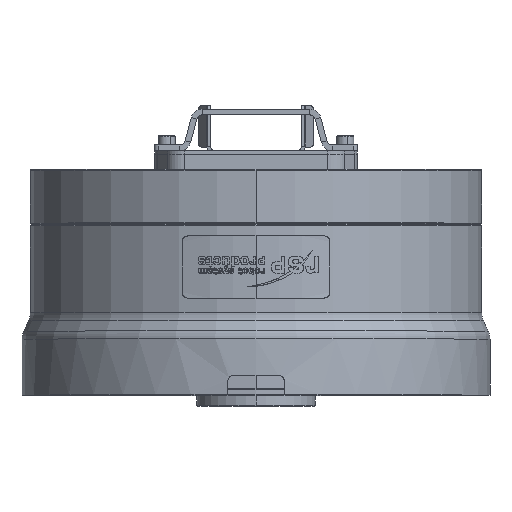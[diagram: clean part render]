
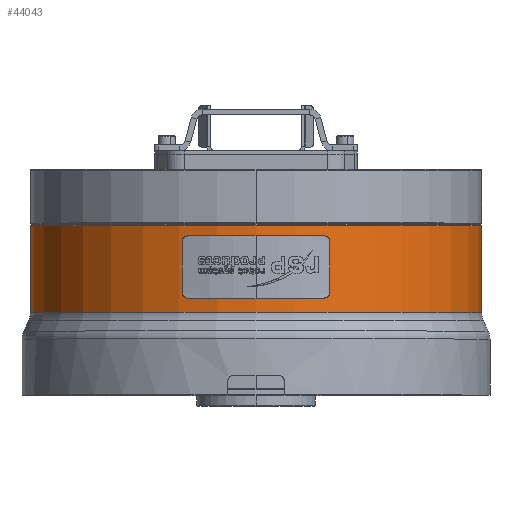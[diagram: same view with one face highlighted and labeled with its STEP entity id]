
A CAD part, top view. The second image highlights one B-rep face of the part: STEP entity #44043.
In plain terms, the highlighted cylindrical face has radius 120 mm (diameter 240 mm), a partial arc.
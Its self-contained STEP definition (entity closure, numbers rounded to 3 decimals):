
#177 = CARTESIAN_POINT ( 'NONE',  ( 120., 96.55, 0. ) ) ;
#1590 = EDGE_CURVE ( 'NONE', #9477, #23975, #5307, .T. ) ;
#2737 = DIRECTION ( 'NONE',  ( 0., 1., 0. ) ) ;
#3423 = DIRECTION ( 'NONE',  ( -1., 0., 0. ) ) ;
#3719 = AXIS2_PLACEMENT_3D ( 'NONE', #40735, #48613, #3423 ) ;
#4445 = VECTOR ( 'NONE', #25072, 1000. ) ;
#5307 = LINE ( 'NONE', #177, #47858 ) ;
#6993 = CARTESIAN_POINT ( 'NONE',  ( 0., 96.05, 0. ) ) ;
#8647 = CARTESIAN_POINT ( 'NONE',  ( -120., 49.767, 0. ) ) ;
#9477 = VERTEX_POINT ( 'NONE', #38222 ) ;
#12422 = CIRCLE ( 'NONE', #29674, 120. ) ;
#15198 = DIRECTION ( 'NONE',  ( -1., 0., 0. ) ) ;
#16159 = CARTESIAN_POINT ( 'NONE',  ( -120., 96.55, 0. ) ) ;
#17478 = EDGE_CURVE ( 'NONE', #22501, #23975, #12422, .T. ) ;
#18374 = ORIENTED_EDGE ( 'NONE', *, *, #17478, .T. ) ;
#18380 = ORIENTED_EDGE ( 'NONE', *, *, #53231, .T. ) ;
#20508 = DIRECTION ( 'NONE',  ( 0., -1., 0. ) ) ;
#22501 = VERTEX_POINT ( 'NONE', #8647 ) ;
#23975 = VERTEX_POINT ( 'NONE', #48421 ) ;
#24261 = CYLINDRICAL_SURFACE ( 'NONE', #3719, 120. ) ;
#24525 = FACE_OUTER_BOUND ( 'NONE', #28652, .T. ) ;
#25072 = DIRECTION ( 'NONE',  ( 0., -1., 0. ) ) ;
#26917 = CARTESIAN_POINT ( 'NONE',  ( -120., 96.05, 0. ) ) ;
#28362 = DIRECTION ( 'NONE',  ( 1., 0., 0. ) ) ;
#28652 = EDGE_LOOP ( 'NONE', ( #34398, #18380, #39472, #18374 ) ) ;
#28896 = EDGE_CURVE ( 'NONE', #32822, #22501, #45095, .T. ) ;
#29674 = AXIS2_PLACEMENT_3D ( 'NONE', #49267, #2737, #15198 ) ;
#32822 = VERTEX_POINT ( 'NONE', #26917 ) ;
#33173 = DIRECTION ( 'NONE',  ( 0., -1., 0. ) ) ;
#34398 = ORIENTED_EDGE ( 'NONE', *, *, #1590, .F. ) ;
#36951 = CIRCLE ( 'NONE', #50808, 120. ) ;
#38222 = CARTESIAN_POINT ( 'NONE',  ( 120., 96.05, 0. ) ) ;
#39472 = ORIENTED_EDGE ( 'NONE', *, *, #28896, .T. ) ;
#40735 = CARTESIAN_POINT ( 'NONE',  ( 0., 96.55, 0. ) ) ;
#44043 = ADVANCED_FACE ( 'NONE', ( #24525 ), #24261, .T. ) ;
#45095 = LINE ( 'NONE', #16159, #4445 ) ;
#47858 = VECTOR ( 'NONE', #33173, 1000. ) ;
#48421 = CARTESIAN_POINT ( 'NONE',  ( 120., 49.767, 0. ) ) ;
#48613 = DIRECTION ( 'NONE',  ( 0., -1., 0. ) ) ;
#49267 = CARTESIAN_POINT ( 'NONE',  ( 0., 49.767, 0. ) ) ;
#50808 = AXIS2_PLACEMENT_3D ( 'NONE', #6993, #20508, #28362 ) ;
#53231 = EDGE_CURVE ( 'NONE', #9477, #32822, #36951, .T. ) ;
